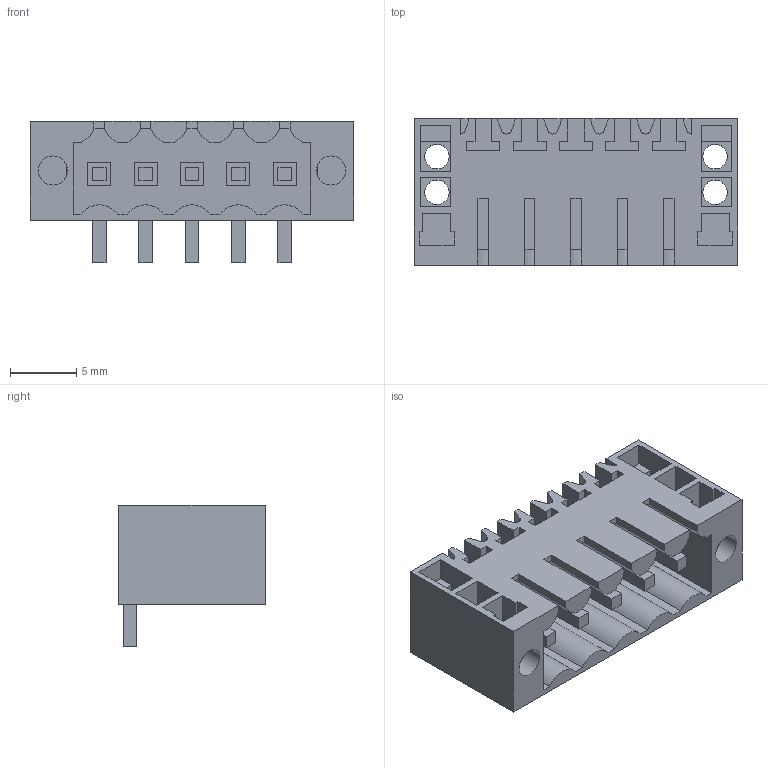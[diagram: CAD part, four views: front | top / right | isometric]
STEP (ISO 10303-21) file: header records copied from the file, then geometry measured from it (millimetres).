
FILE_DESCRIPTION(('CATIA V5 STEP Exchange','CAx-IF Rec.Pracs.--- Model Styling and Organization---1.2---2011-12-15'),'2;1');
FILE_NAME ('D1453282_0_1607070000_1607070000.stp','2018-03-06T11:43:12+00:00',('none'),('Weidmueller'),'CATIA Version 5-6 Release 2014','CATIA V5 STEP AP214','none');
FILE_SCHEMA(('AUTOMOTIVE_DESIGN { 1 0 10303 214 1 1 1 1 }'));
Length unit declared in the file: millimetre
Products named in the file (1): 1607070000
Bounding box: 24.4 x 11.05 x 10.65 mm (x, y, z)
Volume: 931.3 mm3; surface area: 2584.6 mm2
Topology: 6 solids, 6 shells, 362 faces, 1072 edges, 728 vertices
Faces by surface type: plane 325, cylinder 37
Entity records: 11346 total; most frequent: ORIENTED_EDGE 2144, CARTESIAN_POINT 2037, DIRECTION 1544, EDGE_CURVE 1072, VECTOR 988, LINE 988, VERTEX_POINT 728, EDGE_LOOP 396
